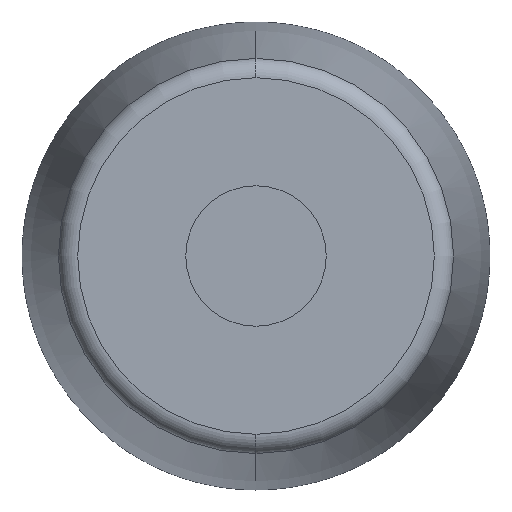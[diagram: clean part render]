
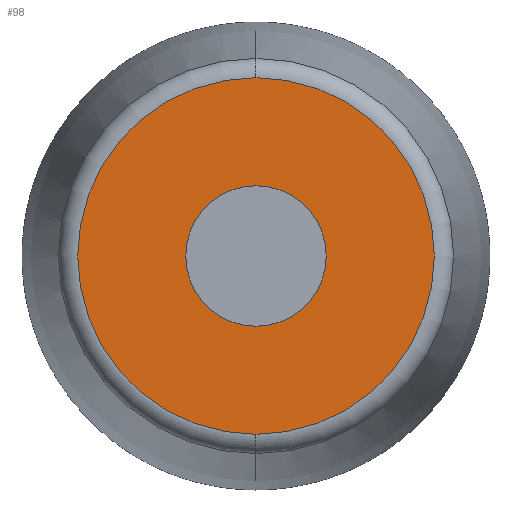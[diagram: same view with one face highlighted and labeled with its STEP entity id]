
A CAD part, left-side view. The second image highlights one B-rep face of the part: STEP entity #98.
In plain terms, the highlighted planar face has unit normal (-1, 0, 0).
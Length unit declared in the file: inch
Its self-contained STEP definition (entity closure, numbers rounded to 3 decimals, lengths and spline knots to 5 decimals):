
#3 = VERTEX_POINT ( 'NONE', #405 ) ;
#11 = CARTESIAN_POINT ( 'NONE',  ( 0.1126, 0., 0. ) ) ;
#32 = DIRECTION ( 'NONE',  ( 0., 0., -1. ) ) ;
#34 = FACE_OUTER_BOUND ( 'NONE', #74, .T. ) ;
#49 = ORIENTED_EDGE ( 'NONE', *, *, #229, .T. ) ;
#53 = AXIS2_PLACEMENT_3D ( 'NONE', #11, #150, #226 ) ;
#61 = DIRECTION ( 'NONE',  ( -1., 0., 0. ) ) ;
#62 = AXIS2_PLACEMENT_3D ( 'NONE', #301, #430, #238 ) ;
#73 = CIRCLE ( 'NONE', #190, 0.09213 ) ;
#74 = EDGE_LOOP ( 'NONE', ( #49, #434 ) ) ;
#78 = ORIENTED_EDGE ( 'NONE', *, *, #348, .F. ) ;
#81 = EDGE_CURVE ( 'NONE', #3, #215, #376, .T. ) ;
#98 = ADVANCED_FACE ( 'NONE', ( #34, #394 ), #214, .F. ) ;
#110 = CARTESIAN_POINT ( 'NONE',  ( 0.1126, 0., 0.09213 ) ) ;
#137 = CARTESIAN_POINT ( 'NONE',  ( 0.1126, 0., -0.23397 ) ) ;
#150 = DIRECTION ( 'NONE',  ( -1., 0., 0. ) ) ;
#158 = AXIS2_PLACEMENT_3D ( 'NONE', #172, #349, #32 ) ;
#172 = CARTESIAN_POINT ( 'NONE',  ( 0.1126, 0., 0. ) ) ;
#176 = VERTEX_POINT ( 'NONE', #110 ) ;
#190 = AXIS2_PLACEMENT_3D ( 'NONE', #373, #61, #236 ) ;
#192 = CIRCLE ( 'NONE', #53, 0.23397 ) ;
#214 = PLANE ( 'NONE',  #410 ) ;
#215 = VERTEX_POINT ( 'NONE', #137 ) ;
#221 = ORIENTED_EDGE ( 'NONE', *, *, #379, .F. ) ;
#226 = DIRECTION ( 'NONE',  ( 0., 0., -1. ) ) ;
#229 = EDGE_CURVE ( 'NONE', #215, #3, #192, .T. ) ;
#236 = DIRECTION ( 'NONE',  ( 0., 0., 1. ) ) ;
#238 = DIRECTION ( 'NONE',  ( 0., 0., 1. ) ) ;
#279 = VERTEX_POINT ( 'NONE', #291 ) ;
#287 = EDGE_LOOP ( 'NONE', ( #78, #221 ) ) ;
#291 = CARTESIAN_POINT ( 'NONE',  ( 0.1126, 0., -0.09213 ) ) ;
#301 = CARTESIAN_POINT ( 'NONE',  ( 0.1126, 0., 0. ) ) ;
#312 = DIRECTION ( 'NONE',  ( 1., 0., 0. ) ) ;
#348 = EDGE_CURVE ( 'NONE', #176, #279, #350, .T. ) ;
#349 = DIRECTION ( 'NONE',  ( -1., 0., 0. ) ) ;
#350 = CIRCLE ( 'NONE', #62, 0.09213 ) ;
#357 = DIRECTION ( 'NONE',  ( 0., 1., 0. ) ) ;
#373 = CARTESIAN_POINT ( 'NONE',  ( 0.1126, 0., 0. ) ) ;
#376 = CIRCLE ( 'NONE', #158, 0.23397 ) ;
#379 = EDGE_CURVE ( 'NONE', #279, #176, #73, .T. ) ;
#394 = FACE_BOUND ( 'NONE', #287, .T. ) ;
#405 = CARTESIAN_POINT ( 'NONE',  ( 0.1126, 0., 0.23397 ) ) ;
#410 = AXIS2_PLACEMENT_3D ( 'NONE', #421, #312, #357 ) ;
#421 = CARTESIAN_POINT ( 'NONE',  ( 0.1126, 0., -0.09213 ) ) ;
#430 = DIRECTION ( 'NONE',  ( -1., 0., 0. ) ) ;
#434 = ORIENTED_EDGE ( 'NONE', *, *, #81, .T. ) ;
